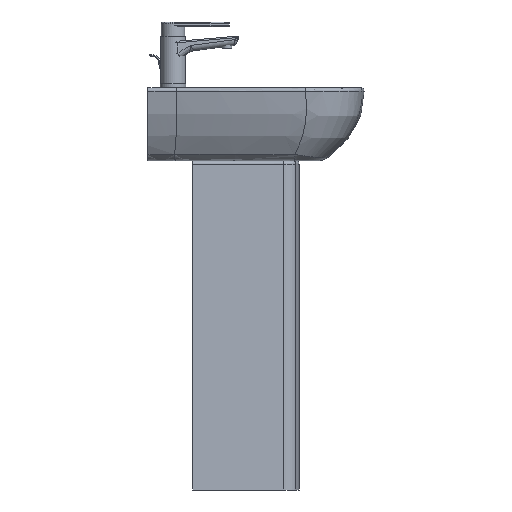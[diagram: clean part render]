
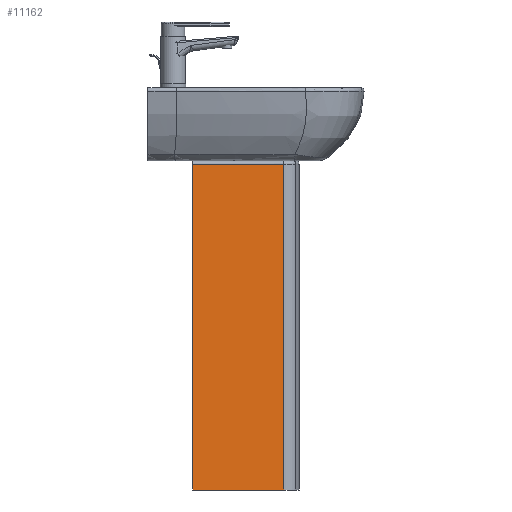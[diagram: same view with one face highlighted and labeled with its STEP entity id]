
A CAD part, left-side view. The second image highlights one B-rep face of the part: STEP entity #11162.
In plain terms, the highlighted planar face has unit normal (-0.996, -0.086, 0).
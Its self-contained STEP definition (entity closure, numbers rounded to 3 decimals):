
#11029=CARTESIAN_POINT('',(-74.495,164.321,693.0));
#11030=VERTEX_POINT('',#11029);
#11031=CARTESIAN_POINT('',(-74.495,164.321,0.));
#11032=VERTEX_POINT('',#11031);
#11033=CARTESIAN_POINT('',(-74.495,164.321,693.0));
#11034=DIRECTION('',(0.0,0.0,-1.0));
#11035=VECTOR('',#11034,693.0);
#11036=LINE('',#11033,#11035);
#11037=EDGE_CURVE('',#11030,#11032,#11036,.T.);
#11132=CARTESIAN_POINT('',(-57.627,-29.189,0.0));
#11133=DIRECTION('',(-0.996,-0.087,0.0));
#11134=DIRECTION('',(0.0,0.0,1.0));
#11135=AXIS2_PLACEMENT_3D('',#11132,#11133,#11134);
#11136=PLANE('',#11135);
#11137=ORIENTED_EDGE('',*,*,#11037,.T.);
#11138=CARTESIAN_POINT('',(-57.627,-29.189,0.0));
#11139=VERTEX_POINT('',#11138);
#11140=CARTESIAN_POINT('',(-74.495,164.321,0.));
#11141=DIRECTION('',(0.087,-0.996,0.));
#11142=VECTOR('',#11141,194.243);
#11143=LINE('',#11140,#11142);
#11144=EDGE_CURVE('',#11032,#11139,#11143,.T.);
#11145=ORIENTED_EDGE('',*,*,#11144,.T.);
#11146=CARTESIAN_POINT('',(-57.627,-29.189,693.0));
#11147=VERTEX_POINT('',#11146);
#11148=CARTESIAN_POINT('',(-57.627,-29.189,0.0));
#11149=DIRECTION('',(0.0,0.0,1.0));
#11150=VECTOR('',#11149,693.0);
#11151=LINE('',#11148,#11150);
#11152=EDGE_CURVE('',#11139,#11147,#11151,.T.);
#11153=ORIENTED_EDGE('',*,*,#11152,.T.);
#11154=CARTESIAN_POINT('',(-74.495,164.321,693.0));
#11155=DIRECTION('',(0.087,-0.996,0.0));
#11156=VECTOR('',#11155,194.243);
#11157=LINE('',#11154,#11156);
#11158=EDGE_CURVE('',#11030,#11147,#11157,.T.);
#11159=ORIENTED_EDGE('',*,*,#11158,.F.);
#11160=EDGE_LOOP('',(#11137,#11145,#11153,#11159));
#11161=FACE_OUTER_BOUND('',#11160,.T.);
#11162=ADVANCED_FACE('',(#11161),#11136,.T.);
